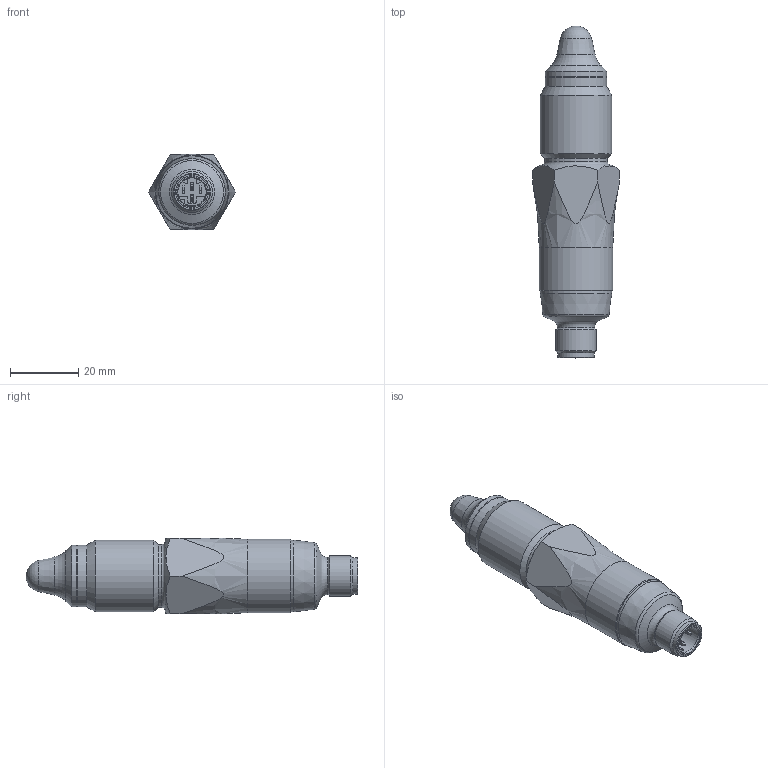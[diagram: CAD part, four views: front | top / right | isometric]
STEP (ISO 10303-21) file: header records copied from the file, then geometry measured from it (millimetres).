
FILE_DESCRIPTION(/* description */ ('Unknown'),/* implementation_level */ '2;1');
FILE_NAME(/* name */ 'LBFI-21.020.G07020.1.0000.0',/* time_stamp */ '2018-06-22T10:51:41+02:00',/* author */ ('Unknown'),/* organization */ ('Unknown'),/* preprocessor_version */ 'ST-DEVELOPER v16.7',/* originating_system */ 'DEX',/* authorisation */ $);
FILE_SCHEMA (('AUTOMOTIVE_DESIGN {1 0 10303 214 3 1 1}'));
Length unit declared in the file: millimetre
Products named in the file (1): Part2
Bounding box: 25.4 x 97.1 x 22 mm (x, y, z)
Volume: 11163.2 mm3; surface area: 13230.9 mm2
Topology: 2 solids, 3 shells, 450 faces, 1183 edges, 732 vertices
Faces by surface type: plane 225, cylinder 135, cone 38, sphere 26, torus 26
Full cylindrical faces by diameter (mm): 8 x1, 8.3 x1, 9.4 x1, 9.6 x1, 10.8 x1, 10.9 x1, 12 x1, 12.6 x1, 12.917 x1, 15 x1, 16.5 x1, 16.6 x1, 17.8 x1, 18 x2, 18.4 x1, 18.95 x1, 19 x2, 19.5 x1, 19.55 x1, 19.6 x1, 20 x1, 20.5 x1, 20.6 x1, 20.955 x1, 21 x1, 21.5 x1
Entity records: 14460 total; most frequent: CARTESIAN_POINT 2642, DIRECTION 2258, ORIENTED_EDGE 2138, EDGE_CURVE 1069, AXIS2_PLACEMENT_3D 820, VERTEX_POINT 698, LINE 618, VECTOR 618
